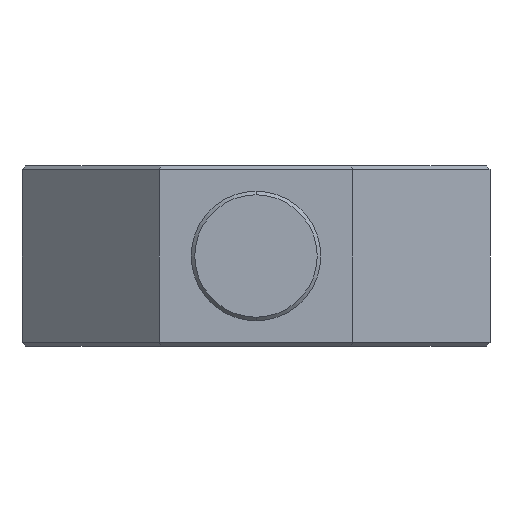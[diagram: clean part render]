
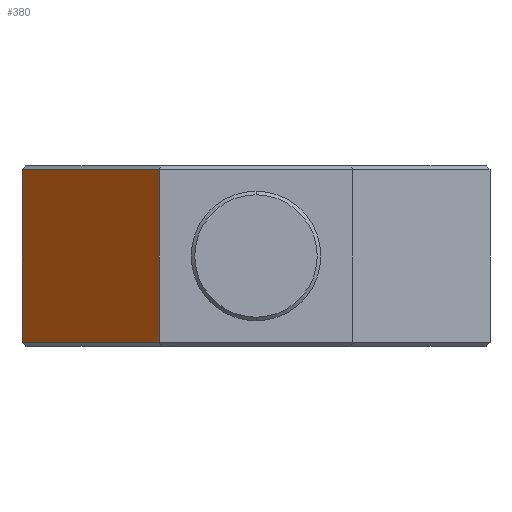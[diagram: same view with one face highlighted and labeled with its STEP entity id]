
A CAD part, left-side view. The second image highlights one B-rep face of the part: STEP entity #380.
In plain terms, the highlighted planar face has unit normal (-0.707, 0.707, 0).
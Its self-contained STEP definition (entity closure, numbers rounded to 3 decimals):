
#30 = VERTEX_POINT ( 'NONE', #1885 ) ;
#177 = CARTESIAN_POINT ( 'NONE',  ( -32.5, 13.462, 12.5 ) ) ;
#179 = EDGE_CURVE ( 'NONE', #416, #2298, #2158, .T. ) ;
#271 = CARTESIAN_POINT ( 'NONE',  ( -13.462, 32.5, -12. ) ) ;
#304 = DIRECTION ( 'NONE',  ( 0.707, 0.707, 0. ) ) ;
#380 = ADVANCED_FACE ( 'NONE', ( #1138 ), #1608, .F. ) ;
#416 = VERTEX_POINT ( 'NONE', #1658 ) ;
#464 = CARTESIAN_POINT ( 'NONE',  ( -13.462, 32.5, 12. ) ) ;
#499 = DIRECTION ( 'NONE',  ( 0., 0., -1. ) ) ;
#566 = CARTESIAN_POINT ( 'NONE',  ( -13.462, 32.5, -12. ) ) ;
#645 = DIRECTION ( 'NONE',  ( 0.707, 0.707, 0. ) ) ;
#663 = LINE ( 'NONE', #271, #928 ) ;
#910 = LINE ( 'NONE', #1566, #2687 ) ;
#928 = VECTOR ( 'NONE', #1543, 1000. ) ;
#1138 = FACE_OUTER_BOUND ( 'NONE', #1615, .T. ) ;
#1368 = LINE ( 'NONE', #464, #2262 ) ;
#1428 = EDGE_CURVE ( 'NONE', #416, #30, #1368, .T. ) ;
#1442 = ORIENTED_EDGE ( 'NONE', *, *, #2090, .T. ) ;
#1483 = VERTEX_POINT ( 'NONE', #566 ) ;
#1543 = DIRECTION ( 'NONE',  ( -0.707, -0.707, 0. ) ) ;
#1566 = CARTESIAN_POINT ( 'NONE',  ( -13.462, 32.5, 12.5 ) ) ;
#1608 = PLANE ( 'NONE',  #2174 ) ;
#1615 = EDGE_LOOP ( 'NONE', ( #1442, #2618, #1786, #1889 ) ) ;
#1643 = DIRECTION ( 'NONE',  ( 0.707, -0.707, 0. ) ) ;
#1658 = CARTESIAN_POINT ( 'NONE',  ( -32.5, 13.462, 12. ) ) ;
#1761 = VECTOR ( 'NONE', #2342, 1000. ) ;
#1786 = ORIENTED_EDGE ( 'NONE', *, *, #179, .F. ) ;
#1810 = CARTESIAN_POINT ( 'NONE',  ( -13.462, 32.5, 12.5 ) ) ;
#1885 = CARTESIAN_POINT ( 'NONE',  ( -13.462, 32.5, 12. ) ) ;
#1889 = ORIENTED_EDGE ( 'NONE', *, *, #1428, .T. ) ;
#2090 = EDGE_CURVE ( 'NONE', #30, #1483, #910, .T. ) ;
#2105 = CARTESIAN_POINT ( 'NONE',  ( -32.5, 13.462, -12. ) ) ;
#2158 = LINE ( 'NONE', #177, #1761 ) ;
#2174 = AXIS2_PLACEMENT_3D ( 'NONE', #1810, #1643, #304 ) ;
#2262 = VECTOR ( 'NONE', #645, 1000. ) ;
#2298 = VERTEX_POINT ( 'NONE', #2105 ) ;
#2342 = DIRECTION ( 'NONE',  ( 0., 0., -1. ) ) ;
#2502 = EDGE_CURVE ( 'NONE', #1483, #2298, #663, .T. ) ;
#2618 = ORIENTED_EDGE ( 'NONE', *, *, #2502, .T. ) ;
#2687 = VECTOR ( 'NONE', #499, 1000. ) ;
